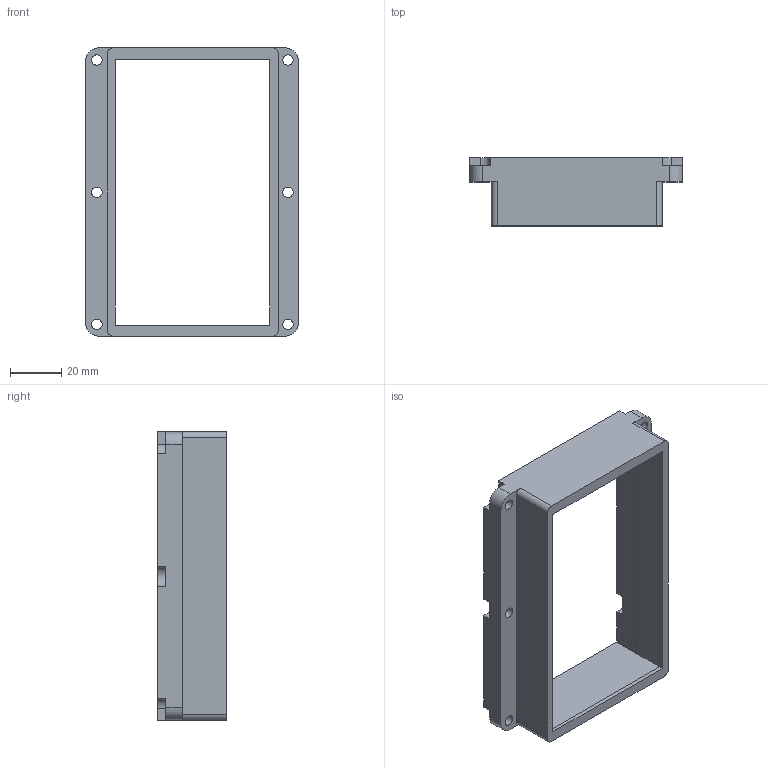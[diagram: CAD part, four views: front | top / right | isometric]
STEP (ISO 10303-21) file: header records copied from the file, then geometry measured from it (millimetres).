
FILE_DESCRIPTION(/* description */ (''),/* implementation_level */ '2;1');
FILE_NAME(/* name */ 'Body-Assembly.step',/* time_stamp */ '2025-04-02T21:01:04-05:00',/* author */ (''),/* organization */ (''),/* preprocessor_version */ 'ST-DEVELOPER v20.1',/* originating_system */ 'Autodesk Translation Framework v14.4.0.0',/* authorisation */ '');
FILE_SCHEMA (('AUTOMOTIVE_DESIGN { 1 0 10303 214 3 1 1 }'));
Length unit declared in the file: millimetre
Products named in the file (1): Body-Assembly
Bounding box: 82.8 x 26.67 x 112.27 mm (x, y, z)
Volume: 34482.2 mm3; surface area: 25541.4 mm2
Topology: 1 solids, 1 shells, 101 faces, 270 edges, 180 vertices
Faces by surface type: plane 63, cylinder 38
Full cylindrical faces by diameter (mm): 3.886 x4, 4.089 x6, 5.1 x4
Entity records: 3217 total; most frequent: CARTESIAN_POINT 552, DIRECTION 550, ORIENTED_EDGE 540, EDGE_CURVE 270, LINE 194, VECTOR 194, VERTEX_POINT 180, AXIS2_PLACEMENT_3D 178
